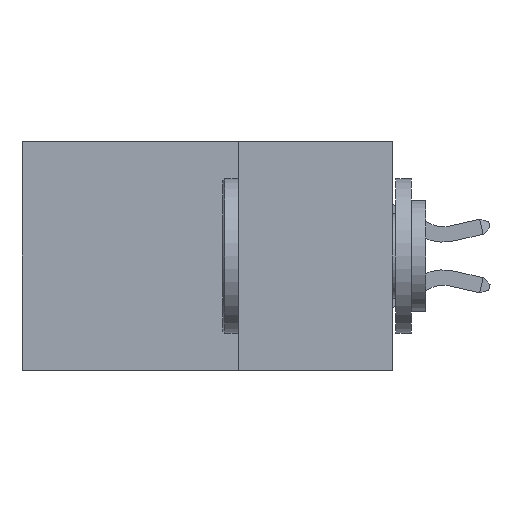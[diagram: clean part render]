
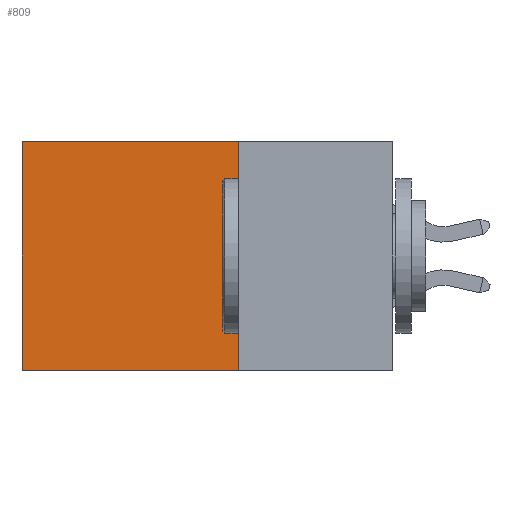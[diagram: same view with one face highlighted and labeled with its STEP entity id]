
A CAD part, left-side view. The second image highlights one B-rep face of the part: STEP entity #809.
In plain terms, the highlighted planar face has unit normal (-1, 0, 0).
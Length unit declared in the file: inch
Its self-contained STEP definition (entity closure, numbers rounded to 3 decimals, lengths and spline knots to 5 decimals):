
#566 = EDGE_LOOP ( 'NONE', ( #14802, #18198, #19222, #918 ) ) ;
#809 = ADVANCED_FACE ( 'NONE', ( #22206 ), #3890, .F. ) ;
#918 = ORIENTED_EDGE ( 'NONE', *, *, #19991, .T. ) ;
#1073 = EDGE_CURVE ( 'NONE', #4103, #5178, #11966, .T. ) ;
#1284 = CARTESIAN_POINT ( 'NONE',  ( 0.2875, 0.25, -0.37 ) ) ;
#1655 = VECTOR ( 'NONE', #17639, 39.37008 ) ;
#2243 = LINE ( 'NONE', #20419, #7179 ) ;
#2965 = DIRECTION ( 'NONE',  ( 0., 1., 0. ) ) ;
#3673 = DIRECTION ( 'NONE',  ( 0., 0., -1. ) ) ;
#3703 = DIRECTION ( 'NONE',  ( 1., 0., 0. ) ) ;
#3791 = CARTESIAN_POINT ( 'NONE',  ( 0.2875, 0.25, 0. ) ) ;
#3890 = PLANE ( 'NONE',  #19503 ) ;
#4103 = VERTEX_POINT ( 'NONE', #6178 ) ;
#4822 = CARTESIAN_POINT ( 'NONE',  ( 0.2875, 0.6, 0. ) ) ;
#5178 = VERTEX_POINT ( 'NONE', #5977 ) ;
#5704 = EDGE_CURVE ( 'NONE', #9917, #5178, #7203, .T. ) ;
#5977 = CARTESIAN_POINT ( 'NONE',  ( 0.2875, 0.6, -0.37 ) ) ;
#6178 = CARTESIAN_POINT ( 'NONE',  ( 0.2875, 0.6, 0. ) ) ;
#7179 = VECTOR ( 'NONE', #9793, 39.37008 ) ;
#7203 = LINE ( 'NONE', #11102, #11986 ) ;
#9793 = DIRECTION ( 'NONE',  ( 0., 0., -1. ) ) ;
#9917 = VERTEX_POINT ( 'NONE', #1284 ) ;
#11102 = CARTESIAN_POINT ( 'NONE',  ( 0.2875, 0.25, -0.37 ) ) ;
#11966 = LINE ( 'NONE', #4822, #1655 ) ;
#11986 = VECTOR ( 'NONE', #19935, 39.37008 ) ;
#12111 = VERTEX_POINT ( 'NONE', #14769 ) ;
#12799 = EDGE_CURVE ( 'NONE', #12111, #9917, #2243, .T. ) ;
#13892 = VECTOR ( 'NONE', #2965, 39.37008 ) ;
#14769 = CARTESIAN_POINT ( 'NONE',  ( 0.2875, 0.25, 0. ) ) ;
#14802 = ORIENTED_EDGE ( 'NONE', *, *, #1073, .T. ) ;
#15641 = CARTESIAN_POINT ( 'NONE',  ( 0.2875, 0.25, 0. ) ) ;
#17639 = DIRECTION ( 'NONE',  ( 0., 0., -1. ) ) ;
#18198 = ORIENTED_EDGE ( 'NONE', *, *, #5704, .F. ) ;
#19222 = ORIENTED_EDGE ( 'NONE', *, *, #12799, .F. ) ;
#19503 = AXIS2_PLACEMENT_3D ( 'NONE', #3791, #3703, #3673 ) ;
#19935 = DIRECTION ( 'NONE',  ( 0., 1., 0. ) ) ;
#19991 = EDGE_CURVE ( 'NONE', #12111, #4103, #23231, .T. ) ;
#20419 = CARTESIAN_POINT ( 'NONE',  ( 0.2875, 0.25, 0. ) ) ;
#22206 = FACE_OUTER_BOUND ( 'NONE', #566, .T. ) ;
#23231 = LINE ( 'NONE', #15641, #13892 ) ;
